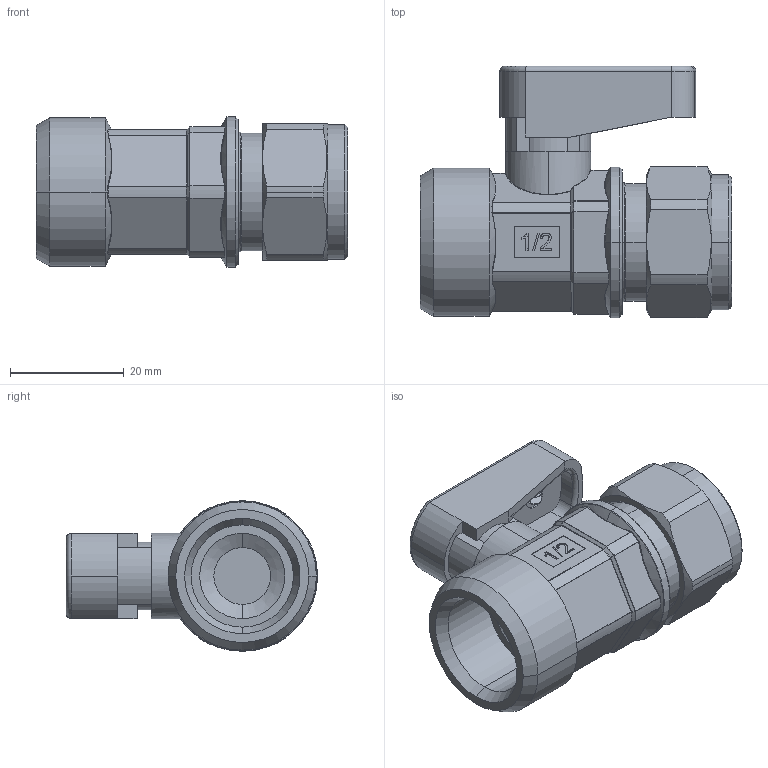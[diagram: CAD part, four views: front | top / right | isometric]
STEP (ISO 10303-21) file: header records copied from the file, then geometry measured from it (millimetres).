
FILE_DESCRIPTION (( 'STEP AP214' ), '1' );
FILE_NAME ('0644000015.step', '2012-10-02T16:33:22', ( '' ), ( '' ), 'SwSTEP 2.0', 'SolidWorks 2012', '' );
FILE_SCHEMA (( 'AUTOMOTIVE_DESIGN' ));
Length unit declared in the file: millimetre
Products named in the file (1): 0644000015
Bounding box: 54.8 x 44.3 x 26.5 mm (x, y, z)
Volume: 27280.1 mm3; surface area: 9374.2 mm2
Topology: 2 solids, 9 shells, 1005 faces, 2559 edges, 1596 vertices
Faces by surface type: plane 425, bspline 330, cylinder 134, torus 55, cone 41, sphere 20
Entity records: 42778 total; most frequent: CARTESIAN_POINT 21064, ORIENTED_EDGE 5048, DIRECTION 3560, EDGE_CURVE 2524, VERTEX_POINT 1596, LINE 1320, VECTOR 1320, AXIS2_PLACEMENT_3D 1120
